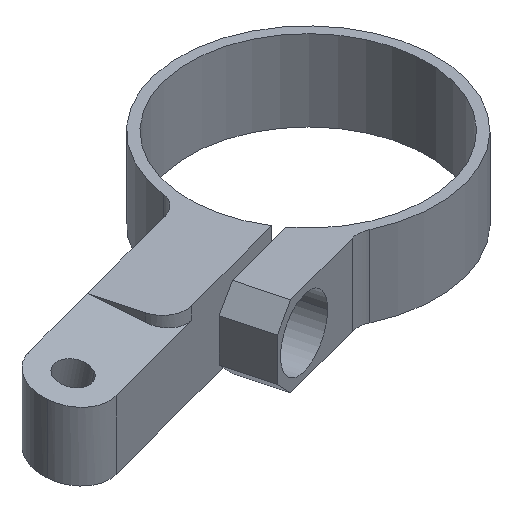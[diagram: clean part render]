
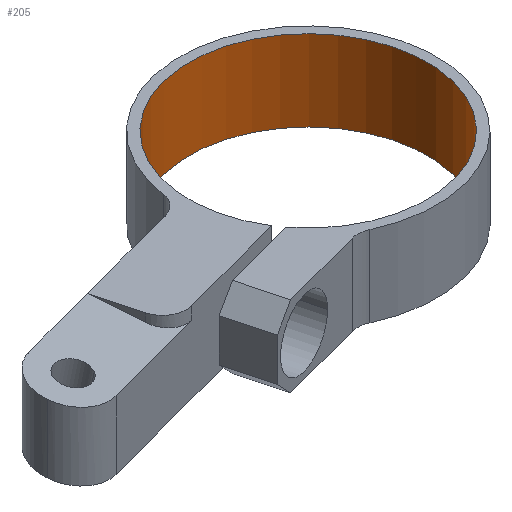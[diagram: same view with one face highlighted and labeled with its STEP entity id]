
A CAD part, isometric view. The second image highlights one B-rep face of the part: STEP entity #205.
In plain terms, the highlighted cylindrical face has radius 25.05 mm (diameter 50.1 mm), a partial arc.
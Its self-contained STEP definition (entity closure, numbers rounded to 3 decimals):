
#166=CARTESIAN_POINT('Axis2P3D Location',(0.,0.,8.5)) ;
#171=CARTESIAN_POINT('Line Origine',(-21.145,-13.43,8.5)) ;
#175=CARTESIAN_POINT('Vertex',(-21.145,-13.43,0.)) ;
#177=CARTESIAN_POINT('Vertex',(-21.145,-13.43,17.)) ;
#180=CARTESIAN_POINT('Axis2P3D Location',(0.,0.,0.)) ;
#184=CARTESIAN_POINT('Vertex',(-19.93,-15.175,0.)) ;
#187=CARTESIAN_POINT('Line Origine',(-19.93,-15.175,8.5)) ;
#191=CARTESIAN_POINT('Vertex',(-19.93,-15.175,17.)) ;
#194=CARTESIAN_POINT('Axis2P3D Location',(0.,0.,17.)) ;
#167=DIRECTION('Axis2P3D Direction',(0.,0.,1.)) ;
#168=DIRECTION('Axis2P3D XDirection',(-0.796,-0.606,-0.)) ;
#172=DIRECTION('Vector Direction',(0.,0.,1.)) ;
#181=DIRECTION('Axis2P3D Direction',(0.,0.,1.)) ;
#188=DIRECTION('Vector Direction',(0.,0.,1.)) ;
#195=DIRECTION('Axis2P3D Direction',(0.,0.,1.)) ;
#169=AXIS2_PLACEMENT_3D('Cylinder Axis2P3D',#166,#167,#168) ;
#182=AXIS2_PLACEMENT_3D('Circle Axis2P3D',#180,#181,$) ;
#196=AXIS2_PLACEMENT_3D('Circle Axis2P3D',#194,#195,$) ;
#200=ORIENTED_EDGE('',*,*,#179,.F.) ;
#201=ORIENTED_EDGE('',*,*,#186,.T.) ;
#202=ORIENTED_EDGE('',*,*,#193,.T.) ;
#203=ORIENTED_EDGE('',*,*,#198,.F.) ;
#173=VECTOR('Line Direction',#172,1.) ;
#189=VECTOR('Line Direction',#188,1.) ;
#205=ADVANCED_FACE('Corps principal',(#204),#170,.F.) ;
#183=CIRCLE('generated circle',#182,25.05) ;
#197=CIRCLE('generated circle',#196,25.05) ;
#170=CYLINDRICAL_SURFACE('generated cylinder',#169,25.05) ;
#179=EDGE_CURVE('',#176,#178,#174,.T.) ;
#186=EDGE_CURVE('',#176,#185,#183,.F.) ;
#193=EDGE_CURVE('',#185,#192,#190,.T.) ;
#198=EDGE_CURVE('',#178,#192,#197,.F.) ;
#199=EDGE_LOOP('',(#200,#201,#202,#203)) ;
#204=FACE_OUTER_BOUND('',#199,.T.) ;
#174=LINE('Line',#171,#173) ;
#190=LINE('Line',#187,#189) ;
#176=VERTEX_POINT('',#175) ;
#178=VERTEX_POINT('',#177) ;
#185=VERTEX_POINT('',#184) ;
#192=VERTEX_POINT('',#191) ;
